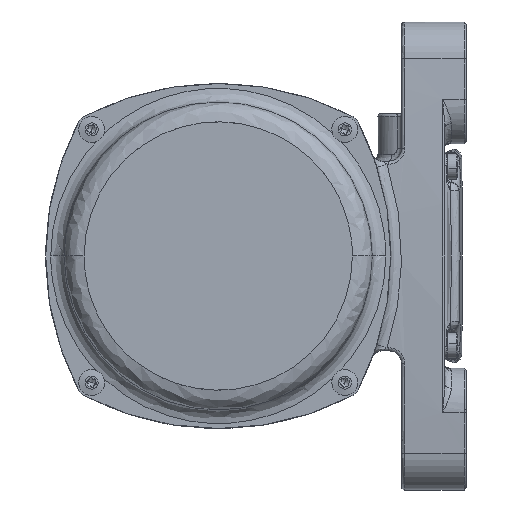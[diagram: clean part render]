
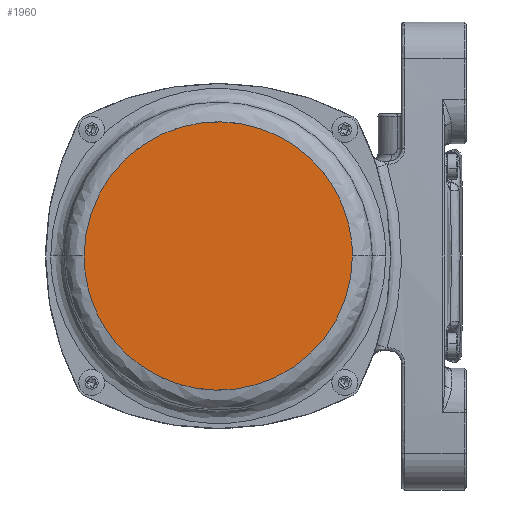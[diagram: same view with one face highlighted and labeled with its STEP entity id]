
A CAD part, left-side view. The second image highlights one B-rep face of the part: STEP entity #1960.
In plain terms, the highlighted planar face has unit normal (-1, 0, 0).
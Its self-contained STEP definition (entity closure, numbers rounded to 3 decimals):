
#1960 = ADVANCED_FACE ( 'NONE', ( #30004 ), #53513, .T. ) ;
#7755 = EDGE_CURVE ( 'NONE', #123675, #50293, #100217, .T. ) ;
#14936 = CARTESIAN_POINT ( 'NONE',  ( -142., 177.2, 0. ) ) ;
#30004 = FACE_OUTER_BOUND ( 'NONE', #79438, .T. ) ;
#31304 = CARTESIAN_POINT ( 'NONE',  ( -142., 177.2, 0. ) ) ;
#31539 = CARTESIAN_POINT ( 'NONE',  ( -142., 43.6, 0. ) ) ;
#33302 = ORIENTED_EDGE ( 'NONE', *, *, #7755, .F. ) ;
#43000 = CARTESIAN_POINT ( 'NONE',  ( -142., 52.8, 124.4 ) ) ;
#50293 = VERTEX_POINT ( 'NONE', #14936 ) ;
#53513 = PLANE ( 'NONE',  #65950 ) ;
#62178 = CARTESIAN_POINT ( 'NONE',  ( -142., 52.8, 0. ) ) ;
#65950 = AXIS2_PLACEMENT_3D ( 'NONE', #31539, #85444, #117208 ) ;
#71555 = CARTESIAN_POINT ( 'NONE',  ( -142., 52.8, 0. ) ) ;
#73445 = CARTESIAN_POINT ( 'NONE',  ( -142., 52.8, 0. ) ) ;
#79438 = EDGE_LOOP ( 'NONE', ( #115213, #33302 ) ) ;
#81982 = CARTESIAN_POINT ( 'NONE',  ( -142., 177.2, 0. ) ) ;
#85444 = DIRECTION ( 'NONE',  ( -1., 0., 0. ) ) ;
#94615 = CARTESIAN_POINT ( 'NONE',  ( -142., 52.8, -124.4 ) ) ;
#97867 =( BOUNDED_CURVE ( )  B_SPLINE_CURVE ( 3, ( #31304, #117899, #43000, #73445 ),
 .UNSPECIFIED., .F., .F. ) 
 B_SPLINE_CURVE_WITH_KNOTS ( ( 4, 4 ),
 ( 0., 1. ),
 .UNSPECIFIED. ) 
 CURVE ( )  GEOMETRIC_REPRESENTATION_ITEM ( )  RATIONAL_B_SPLINE_CURVE ( ( 1., 0.333, 0.333, 1. ) ) 
 REPRESENTATION_ITEM ( '' )  );
#100217 =( BOUNDED_CURVE ( )  B_SPLINE_CURVE ( 3, ( #62178, #94615, #126367, #81982 ),
 .UNSPECIFIED., .F., .F. ) 
 B_SPLINE_CURVE_WITH_KNOTS ( ( 4, 4 ),
 ( 0., 1. ),
 .UNSPECIFIED. ) 
 CURVE ( )  GEOMETRIC_REPRESENTATION_ITEM ( )  RATIONAL_B_SPLINE_CURVE ( ( 1., 0.333, 0.333, 1. ) ) 
 REPRESENTATION_ITEM ( '' )  );
#115213 = ORIENTED_EDGE ( 'NONE', *, *, #124542, .F. ) ;
#117208 = DIRECTION ( 'NONE',  ( 0., -1., 0. ) ) ;
#117899 = CARTESIAN_POINT ( 'NONE',  ( -142., 177.2, 124.4 ) ) ;
#123675 = VERTEX_POINT ( 'NONE', #71555 ) ;
#124542 = EDGE_CURVE ( 'NONE', #50293, #123675, #97867, .T. ) ;
#126367 = CARTESIAN_POINT ( 'NONE',  ( -142., 177.2, -124.4 ) ) ;
